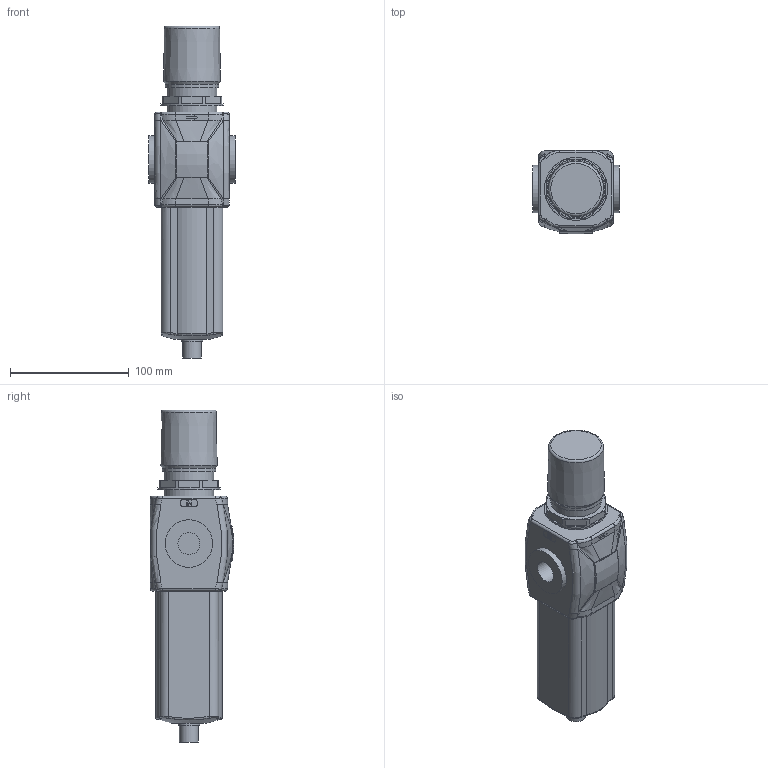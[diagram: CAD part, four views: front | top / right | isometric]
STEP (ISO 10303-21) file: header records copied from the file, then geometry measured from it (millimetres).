
FILE_DESCRIPTION((''),'2;1');
FILE_NAME('#173BEM##.iam.step','2010-08-25T14:10:55',(''),(''),'Autodesk Inventor 2010','Autodesk Inventor 2010','');
FILE_SCHEMA(('AUTOMOTIVE_DESIGN { 1 0 10303 214 1 1 1 1 }'));
Length unit declared in the file: millimetre
Products named in the file (3): #173BEM##; 1702-012G
Assembly tree (2 placements, depth 2):
  #173BEM##
    #173BEM##
    1702-012G
Bounding box: 73 x 70.16 x 279.65 mm (x, y, z)
Volume: 747487.2 mm3; surface area: 69511.7 mm2
Topology: 3 solids, 3 shells, 286 faces, 688 edges, 432 vertices
Faces by surface type: plane 98, bspline 95, cylinder 54, torus 24, cone 13, sphere 2
Full cylindrical faces by diameter (mm): 4.5 x1, 12 x1, 16 x1, 18 x1, 23.8 x1, 28.8 x1, 40 x1, 42 x1, 43 x1, 45 x1, 53 x1
Entity records: 9773 total; most frequent: CARTESIAN_POINT 3506, ORIENTED_EDGE 1322, DIRECTION 1110, EDGE_CURVE 661, VERTEX_POINT 429, AXIS2_PLACEMENT_3D 398, EDGE_LOOP 336, VECTOR 314
